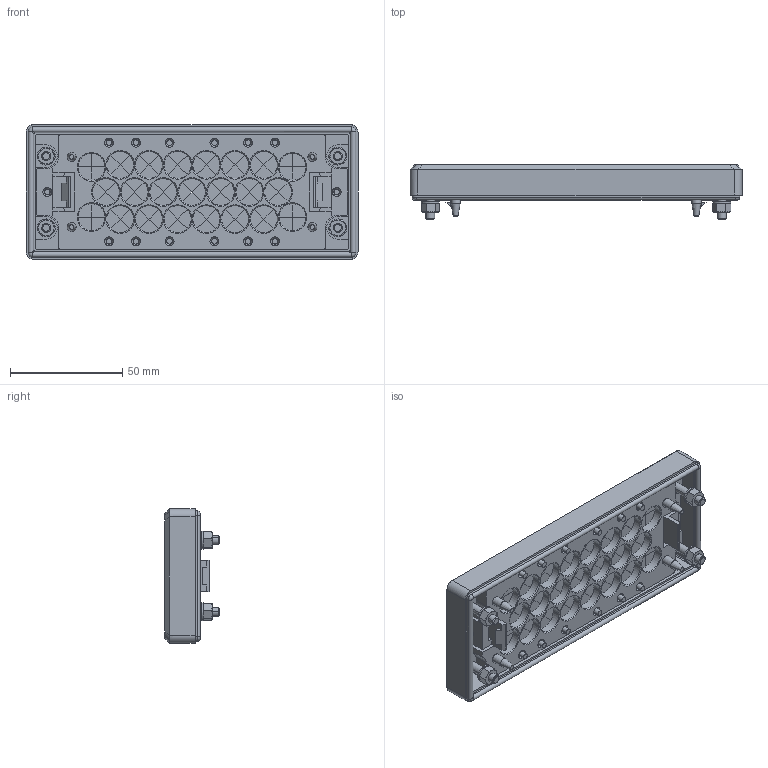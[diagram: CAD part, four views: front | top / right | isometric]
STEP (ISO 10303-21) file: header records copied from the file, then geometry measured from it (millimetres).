
FILE_DESCRIPTION (( 'STEP AP203' ), '1' );
FILE_NAME ('BRM23-2.step', '2022-08-22T13:04:27', ( '' ), ( '' ), 'SwSTEP 2.0', 'SolidWorks 2021', '' );
FILE_SCHEMA (( 'CONFIG_CONTROL_DESIGN' ));
Length unit declared in the file: millimetre
Products named in the file (1): BRM23-2
Bounding box: 148 x 24.2 x 60 mm (x, y, z)
Volume: 86813.8 mm3; surface area: 90594 mm2
Topology: 18 solids, 18 shells, 1453 faces, 3830 edges, 2428 vertices
Faces by surface type: cylinder 688, plane 457, cone 276, torus 24, bspline 8
Entity records: 46087 total; most frequent: CARTESIAN_POINT 8476, DIRECTION 8190, ORIENTED_EDGE 7644, EDGE_CURVE 3822, AXIS2_PLACEMENT_3D 3106, VERTEX_POINT 2428, LINE 1978, VECTOR 1978
